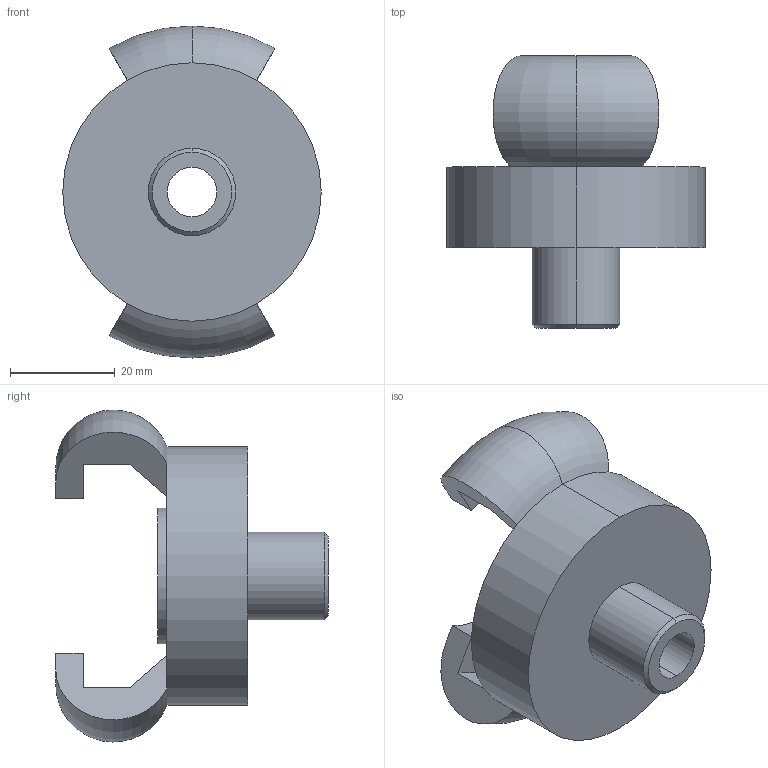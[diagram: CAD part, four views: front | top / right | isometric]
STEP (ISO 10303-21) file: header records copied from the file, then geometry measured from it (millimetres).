
FILE_DESCRIPTION (( 'STEP AP214' ), '1' );
FILE_NAME ('KAG38.STEP', '2021-08-05T12:06:28', ( '' ), ( '' ), 'SwSTEP 2.0', 'SolidWorks 2021', '' );
FILE_SCHEMA (( 'AUTOMOTIVE_DESIGN' ));
Length unit declared in the file: millimetre
Products named in the file (1): KAG38
Bounding box: 49.33 x 52 x 63.37 mm (x, y, z)
Volume: 39964.8 mm3; surface area: 11750.9 mm2
Topology: 1 solids, 1 shells, 37 faces, 88 edges, 56 vertices
Faces by surface type: cylinder 16, plane 13, cone 5, torus 3
Entity records: 1202 total; most frequent: DIRECTION 213, CARTESIAN_POINT 182, ORIENTED_EDGE 176, EDGE_CURVE 88, AXIS2_PLACEMENT_3D 87, VERTEX_POINT 56, CIRCLE 49, EDGE_LOOP 42
